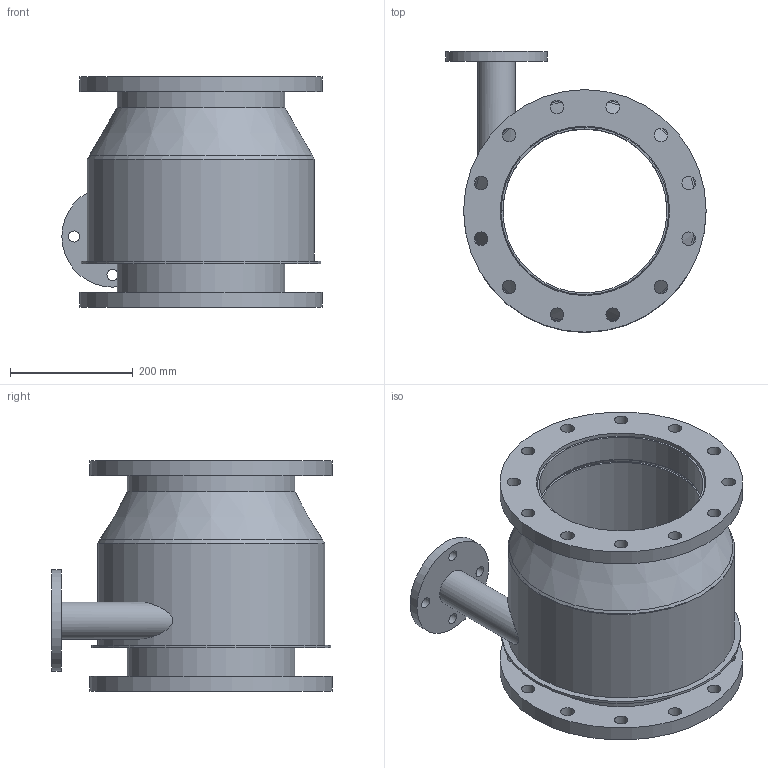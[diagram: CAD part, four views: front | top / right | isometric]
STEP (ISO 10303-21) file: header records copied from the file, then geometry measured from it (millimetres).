
FILE_DESCRIPTION(/* description */ (''),/* implementation_level */ '2;1');
FILE_NAME(/* name */ '3907 WI 10.stp',/* time_stamp */ '2015-04-02T13:56:40+02:00',/* author */ ('Tekenkamer'),/* organization */ (''),/* preprocessor_version */ 'ST-DEVELOPER v15.6',/* originating_system */ 'Autodesk Inventor 2015',/* authorisation */ '');
FILE_SCHEMA (('AUTOMOTIVE_DESIGN { 1 0 10303 214 3 1 1 }'));
Length unit declared in the file: millimetre
Products named in the file (1): 3907 WI 10
Bounding box: 424 x 457.5 x 375 mm (x, y, z)
Volume: 5029878.1 mm3; surface area: 1823662 mm2
Topology: 9 solids, 9 shells, 64 faces, 142 edges, 95 vertices
Faces by surface type: cylinder 45, plane 16, cone 3
Full cylindrical faces by diameter (mm): 18 x4, 22 x24, 56.3 x1, 60.3 x1, 61 x1, 165 x1, 267 x2, 273 x2, 275 x1, 276 x2, 364 x1, 370 x1, 390 x1, 395 x2
Entity records: 1873 total; most frequent: CARTESIAN_POINT 385, DIRECTION 312, ORIENTED_EDGE 186, EDGE_LOOP 184, AXIS2_PLACEMENT_3D 156, FACE_BOUND 120, VERTEX_POINT 93, EDGE_CURVE 93
